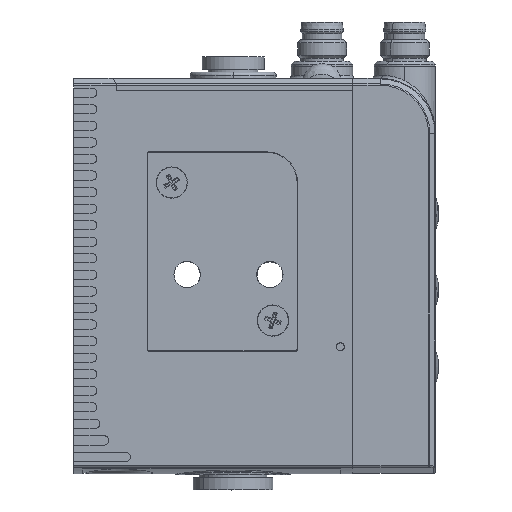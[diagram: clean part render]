
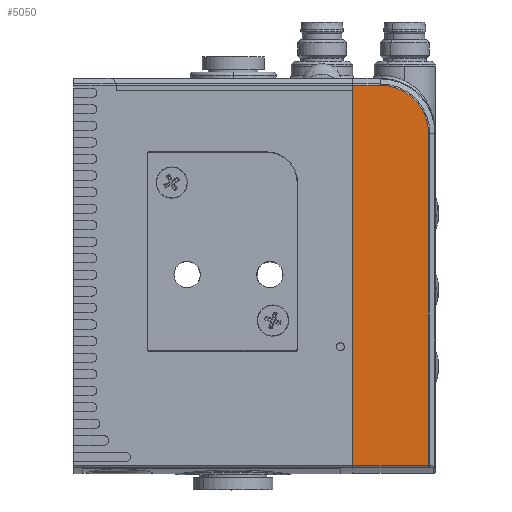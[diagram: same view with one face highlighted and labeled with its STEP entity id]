
A CAD part, top view. The second image highlights one B-rep face of the part: STEP entity #5050.
In plain terms, the highlighted planar face has unit normal (0, 0, 1).
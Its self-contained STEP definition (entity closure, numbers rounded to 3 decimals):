
#5050=ADVANCED_FACE('',(#11085),#11086,.F.);
#11085=FACE_OUTER_BOUND('',#24144,.T.);
#11086=PLANE('',#24145);
#24144=EDGE_LOOP('',(#50580,#50581,#50582,#50583,#50584));
#24145=AXIS2_PLACEMENT_3D('',#50585,#50586,#50587);
#50580=ORIENTED_EDGE('',*,*,#64623,.T.);
#50581=ORIENTED_EDGE('',*,*,#64624,.T.);
#50582=ORIENTED_EDGE('',*,*,#64625,.F.);
#50583=ORIENTED_EDGE('',*,*,#64626,.T.);
#50584=ORIENTED_EDGE('',*,*,#64627,.T.);
#50585=CARTESIAN_POINT('',(50.0,55.0,12.5));
#50586=DIRECTION('',(0.0,0.0,-1.0));
#50587=DIRECTION('',(-1.0,0.0,0.0));
#64623=EDGE_CURVE('',#74872,#74873,#74874,.T.);
#64624=EDGE_CURVE('',#74873,#74875,#74876,.T.);
#64625=EDGE_CURVE('',#74877,#74875,#74878,.T.);
#64626=EDGE_CURVE('',#74877,#74879,#74880,.T.);
#64627=EDGE_CURVE('',#74879,#74872,#74881,.T.);
#74872=VERTEX_POINT('',#90608);
#74873=VERTEX_POINT('',#90609);
#74874=CIRCLE('',#90610,7.876);
#74875=VERTEX_POINT('',#90611);
#74876=LINE('',#90612,#90613);
#74877=VERTEX_POINT('',#90614);
#74878=LINE('',#90615,#90616);
#74879=VERTEX_POINT('',#90617);
#74880=LINE('',#90618,#90619);
#74881=LINE('',#90620,#90621);
#90608=CARTESIAN_POINT('',(57.876,55.0,12.5));
#90609=CARTESIAN_POINT('',(50.0,62.876,12.5));
#90610=AXIS2_PLACEMENT_3D('',#109175,#109176,#109177);
#90611=CARTESIAN_POINT('',(45.5,62.876,12.5));
#90612=CARTESIAN_POINT('',(45.5,62.876,12.5));
#90613=VECTOR('',#109178,1000.0);
#90614=CARTESIAN_POINT('',(45.5,0.876,12.5));
#90615=CARTESIAN_POINT('',(45.5,0.625,12.5));
#90616=VECTOR('',#109179,1000.0);
#90617=CARTESIAN_POINT('',(57.876,0.876,12.5));
#90618=CARTESIAN_POINT('',(50.0,0.876,12.5));
#90619=VECTOR('',#109180,1000.0);
#90620=CARTESIAN_POINT('',(57.876,55.0,12.5));
#90621=VECTOR('',#109181,1000.0);
#109175=CARTESIAN_POINT('',(50.0,55.0,12.5));
#109176=DIRECTION('',(0.0,0.0,1.0));
#109177=DIRECTION('',(-1.0,0.0,0.0));
#109178=DIRECTION('',(-1.0,-0.0,-0.0));
#109179=DIRECTION('',(0.0,1.0,0.));
#109180=DIRECTION('',(1.0,0.0,0.0));
#109181=DIRECTION('',(0.0,1.0,0.0));
